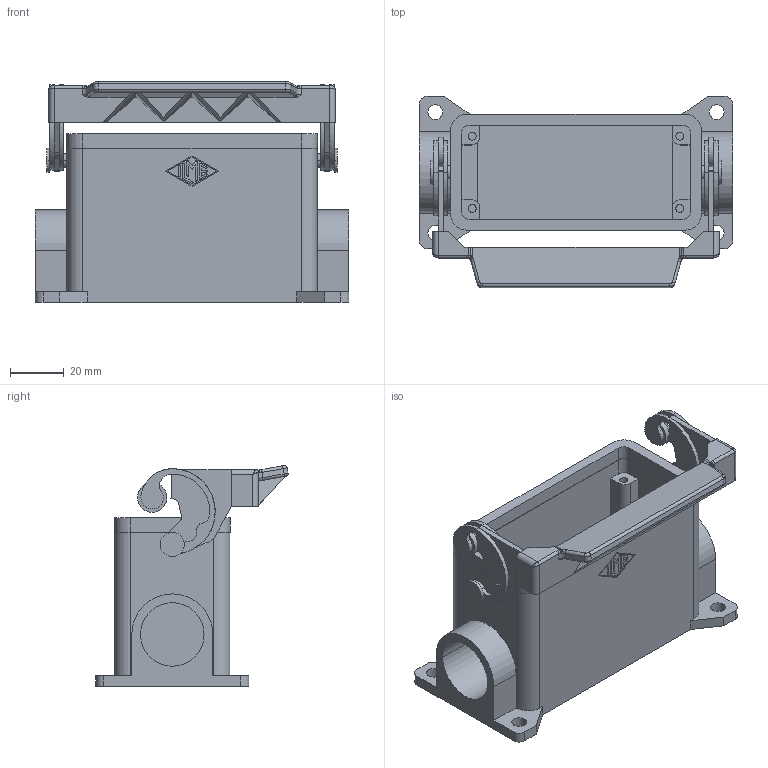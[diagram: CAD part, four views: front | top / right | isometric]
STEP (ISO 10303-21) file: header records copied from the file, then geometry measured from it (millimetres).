
FILE_DESCRIPTION(('Creo Elements/Direct Modeling STEP Export'),'2;1');
FILE_NAME('0ln7uvk5956sgk55412','2021-02-10T13:50:05',(''),(''),'Creo Elements/Direct Modeling STEP processor for AP214 (Solid Model)','Creo Elements/Direct Modeling 20.1B 02-Apr-2019 (C) Parametric Technology GmbH','');
FILE_SCHEMA(('AUTOMOTIVE_DESIGN { 1 0 10303 214 1 1 1 1 }'));
Length unit declared in the file: millimetre
Products named in the file (2): CHPT_16.5_L
Assembly tree (1 placements, depth 2):
  CHPT_16.5_L
    CHPT_16.5_L
Bounding box: 117 x 71.7 x 82.42 mm (x, y, z)
Volume: 111377.8 mm3; surface area: 56426.5 mm2
Topology: 3 solids, 3 shells, 294 faces, 815 edges, 537 vertices
Faces by surface type: plane 146, cylinder 126, bspline 16, sphere 4, torus 2
Entity records: 12792 total; most frequent: CARTESIAN_POINT 4436, ORIENTED_EDGE 1630, DIRECTION 1571, EDGE_CURVE 809, AXIS2_PLACEMENT_3D 552, VERTEX_POINT 537, VECTOR 467, LINE 467
